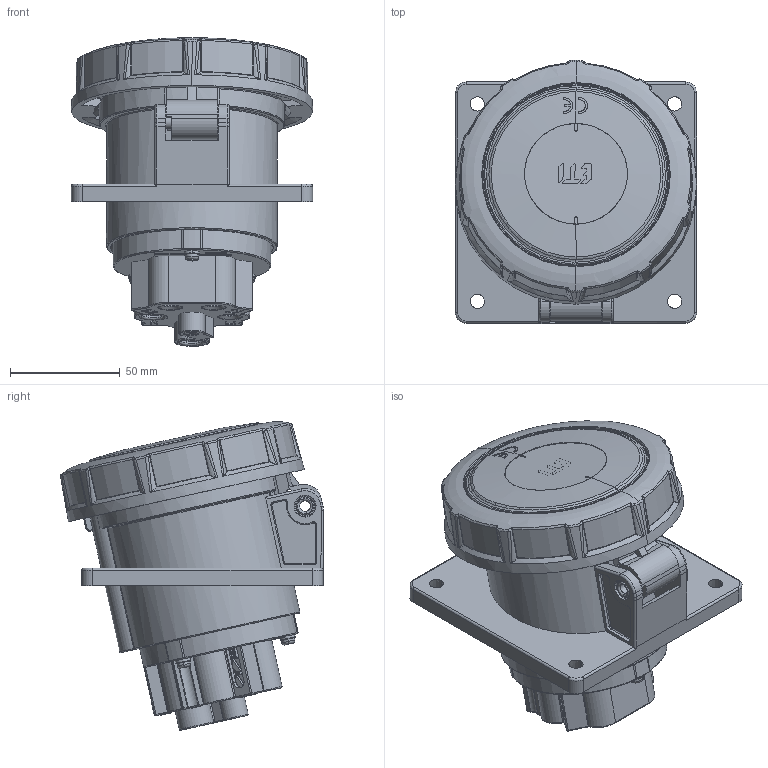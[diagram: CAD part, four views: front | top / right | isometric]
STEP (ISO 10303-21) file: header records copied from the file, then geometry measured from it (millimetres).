
FILE_DESCRIPTION((''),'2;1');
FILE_NAME('004483301_EDS11_4-2_2-5_32_ASM','2024-01-19T11:43:34',('klemen.sitar'),('Audax d.o.o.'),'CREO PARAMETRIC BY PTC INC, 2021304','CREO PARAMETRIC BY PTC INC, 2021304','');
FILE_SCHEMA(('AP242_MANAGED_MODEL_BASED_3D_ENGINEERING_MIM_LF { 1 0 10303 442 1 1 4 }'));
Products named in the file (11): EEH_6353_-_IEGN_6353_MAKETA_1_1; EEH_6353_-_IEGN_6353_MAKETA_1_2; EEH_6353_-_IEGN_6353_MAKETA_1_ASM; PRT9564_1_1; PRT9564_1_2; PRT9564_1_3; PRT9564_1_ASM; EEH-6353_ASM_1_ASM; 004482089_EEH-6353_ASM; EEH_6353_-_IEGN_6353_MAKETA_1_5; 004483301_EDS11_4-2_2-5_32_ASM
Assembly tree (11 placements, depth 5):
  004483301_EDS11_4-2_2-5_32_ASM
    004482089_EEH-6353_ASM
      EEH-6353_ASM_1_ASM
        EEH_6353_-_IEGN_6353_MAKETA_1_ASM
          EEH_6353_-_IEGN_6353_MAKETA_1_1
          EEH_6353_-_IEGN_6353_MAKETA_1_2
        EEH_6353_-_IEGN_6353_MAKETA_1_2
        PRT9564_1_ASM
          PRT9564_1_1
          PRT9564_1_2
          PRT9564_1_3
    EEH_6353_-_IEGN_6353_MAKETA_1_5
Bounding box: 110.14 x 119.97 x 140.71 mm (x, y, z)
Volume: 363412.3 mm3; surface area: 244858 mm2
Topology: 7 solids, 10 shells, 3629 faces, 10001 edges, 6369 vertices
Faces by surface type: plane 1509, cylinder 1019, torus 442, cone 294, bspline 250, sphere 115
Entity records: 163867 total; most frequent: CARTESIAN_POINT 41242, ORIENTED_EDGE 19680, DIRECTION 18338, PRESENTATION_STYLE_ASSIGNMENT 10117, STYLED_ITEM 10116, CURVE_STYLE 9840, EDGE_CURVE 9840, AXIS2_PLACEMENT_3D 6909
